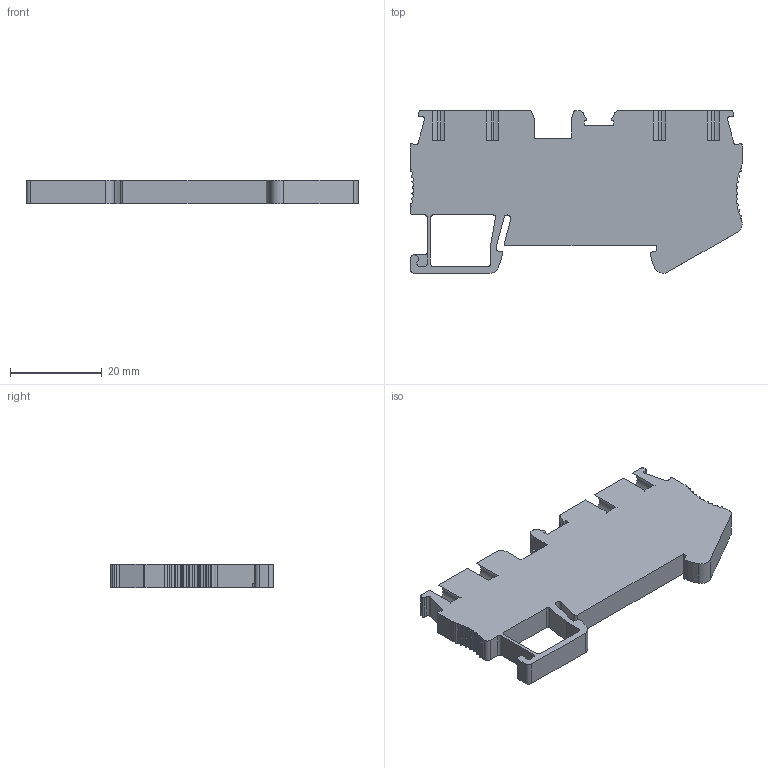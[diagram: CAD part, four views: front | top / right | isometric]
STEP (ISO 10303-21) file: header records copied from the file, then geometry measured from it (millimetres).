
FILE_DESCRIPTION(/* description */ (''),/* implementation_level */ '2;1');
FILE_NAME(/* name */ '815210_MTS_FO2.5.stp',/* time_stamp */ '2019-03-14T16:32:08+08:00',/* author */ (''),/* organization */ (''),/* preprocessor_version */ 'ST-DEVELOPER v11',/* originating_system */ 'SIEMENS UGS NX 6.0',/* authorisation */ '');
FILE_SCHEMA (('AUTOMOTIVE_DESIGN { 1 0 10303 214 1 1 1 1 }'));
Length unit declared in the file: millimetre
Products named in the file (1): MTS_FO2.5
Bounding box: 72.26 x 35.4 x 5.2 mm (x, y, z)
Volume: 9285.8 mm3; surface area: 6287.9 mm2
Topology: 1 solids, 1 shells, 270 faces, 777 edges, 514 vertices
Faces by surface type: plane 187, cylinder 83
Entity records: 10684 total; most frequent: CARTESIAN_POINT 1574, ORIENTED_EDGE 1554, DIRECTION 1508, EDGE_CURVE 777, LINE 580, VECTOR 580, VERTEX_POINT 514, AXIS2_PLACEMENT_3D 464
